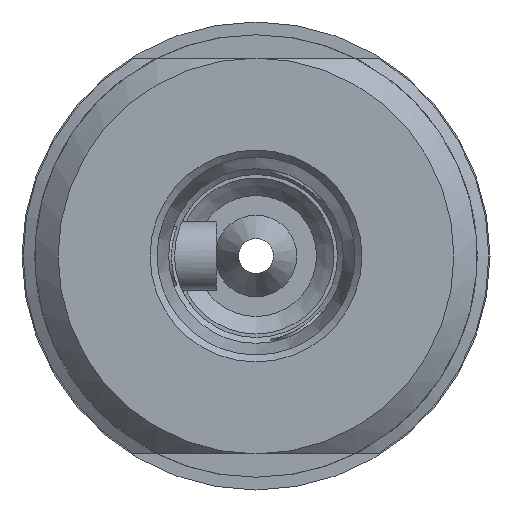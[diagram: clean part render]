
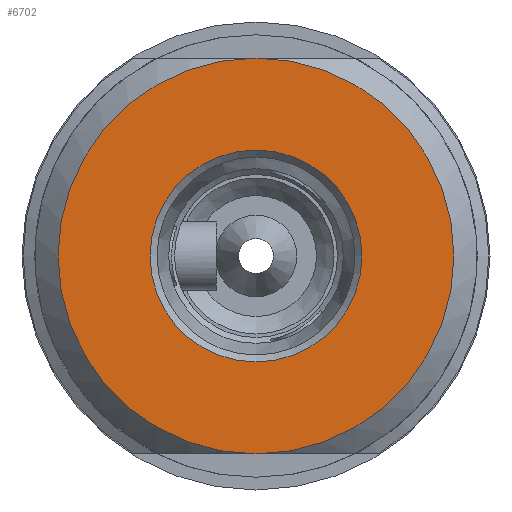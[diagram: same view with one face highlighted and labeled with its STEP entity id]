
A CAD part, left-side view. The second image highlights one B-rep face of the part: STEP entity #6702.
In plain terms, the highlighted planar face has unit normal (-1, 0, 0).
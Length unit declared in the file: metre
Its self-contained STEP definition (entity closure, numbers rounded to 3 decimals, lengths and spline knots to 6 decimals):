
#6622=CARTESIAN_POINT('',(-0.003,0.,0.00455));
#6623=VERTEX_POINT('',#6622);
#6624=CARTESIAN_POINT('',(-0.003,0.,0.0));
#6625=DIRECTION('',(1.0,0.0,0.0));
#6626=DIRECTION('',(0.0,0.0,-1.0));
#6627=AXIS2_PLACEMENT_3D('',#6624,#6625,#6626);
#6628=CIRCLE('',#6627,0.00455);
#6629=EDGE_CURVE('',#6623,#6623,#6628,.T.);
#6674=CARTESIAN_POINT('',(-0.003,0.00425,0.));
#6675=DIRECTION('',(1.0,0.0,0.0));
#6676=DIRECTION('',(0.0,0.0,-1.0));
#6677=AXIS2_PLACEMENT_3D('',#6674,#6675,#6676);
#6678=PLANE('',#6677);
#6679=CARTESIAN_POINT('',(-0.003,0.,-0.0085));
#6680=VERTEX_POINT('',#6679);
#6681=CARTESIAN_POINT('',(-0.003,0.,0.0085));
#6682=VERTEX_POINT('',#6681);
#6683=CARTESIAN_POINT('',(-0.003,0.,0.0));
#6684=DIRECTION('',(-1.0,0.0,0.0));
#6685=DIRECTION('',(0.0,0.0,-1.0));
#6686=AXIS2_PLACEMENT_3D('',#6683,#6684,#6685);
#6687=CIRCLE('',#6686,0.0085);
#6688=EDGE_CURVE('',#6680,#6682,#6687,.T.);
#6689=ORIENTED_EDGE('',*,*,#6688,.T.);
#6690=CARTESIAN_POINT('',(-0.003,0.,0.0));
#6691=DIRECTION('',(-1.0,0.0,0.0));
#6692=DIRECTION('',(0.0,0.0,-1.0));
#6693=AXIS2_PLACEMENT_3D('',#6690,#6691,#6692);
#6694=CIRCLE('',#6693,0.0085);
#6695=EDGE_CURVE('',#6682,#6680,#6694,.T.);
#6696=ORIENTED_EDGE('',*,*,#6695,.T.);
#6697=EDGE_LOOP('',(#6689,#6696));
#6698=FACE_OUTER_BOUND('',#6697,.T.);
#6699=ORIENTED_EDGE('',*,*,#6629,.T.);
#6700=EDGE_LOOP('',(#6699));
#6701=FACE_BOUND('',#6700,.T.);
#6702=ADVANCED_FACE('',(#6698,#6701),#6678,.F.);
